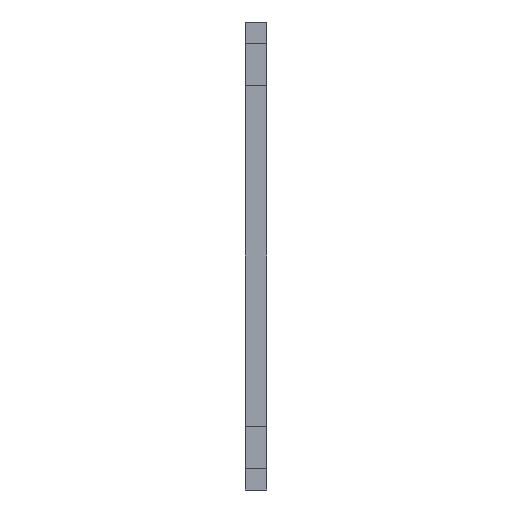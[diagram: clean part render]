
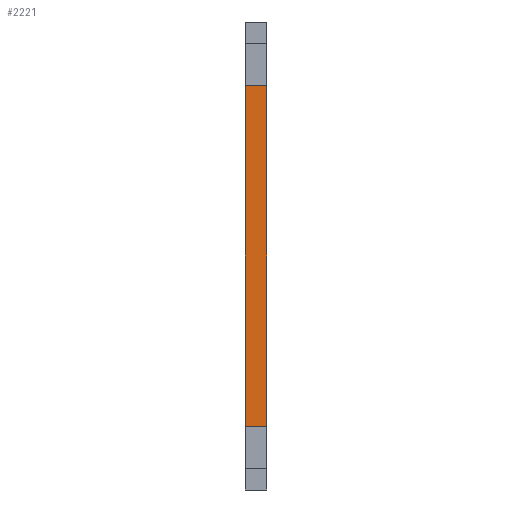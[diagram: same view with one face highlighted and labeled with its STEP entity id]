
A CAD part, left-side view. The second image highlights one B-rep face of the part: STEP entity #2221.
In plain terms, the highlighted planar face has unit normal (-1, 0, 0).
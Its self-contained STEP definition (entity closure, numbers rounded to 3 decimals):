
#243=FACE_OUTER_BOUND('',#361,.T.);
#361=EDGE_LOOP('',(#1479,#1480,#1481,#1482));
#491=LINE('',#3349,#695);
#492=LINE('',#3351,#696);
#493=LINE('',#3353,#697);
#494=LINE('',#3354,#698);
#695=VECTOR('',#2619,10.);
#696=VECTOR('',#2620,10.);
#697=VECTOR('',#2621,10.);
#698=VECTOR('',#2622,10.);
#899=VERTEX_POINT('',#3347);
#900=VERTEX_POINT('',#3348);
#901=VERTEX_POINT('',#3350);
#902=VERTEX_POINT('',#3352);
#1131=EDGE_CURVE('',#899,#900,#491,.T.);
#1132=EDGE_CURVE('',#901,#899,#492,.T.);
#1133=EDGE_CURVE('',#902,#901,#493,.T.);
#1134=EDGE_CURVE('',#900,#902,#494,.T.);
#1479=ORIENTED_EDGE('',*,*,#1131,.F.);
#1480=ORIENTED_EDGE('',*,*,#1132,.F.);
#1481=ORIENTED_EDGE('',*,*,#1133,.F.);
#1482=ORIENTED_EDGE('',*,*,#1134,.F.);
#2175=PLANE('',#2353);
#2221=ADVANCED_FACE('',(#243),#2175,.F.);
#2353=AXIS2_PLACEMENT_3D('',#3346,#2617,#2618);
#2617=DIRECTION('center_axis',(1.,0.,0.));
#2618=DIRECTION('ref_axis',(0.,0.,-1.));
#2619=DIRECTION('',(0.,0.,1.));
#2620=DIRECTION('',(0.,1.,0.));
#2621=DIRECTION('',(0.,0.,-1.));
#2622=DIRECTION('',(0.,-1.,0.));
#3346=CARTESIAN_POINT('Origin',(-13.,0.,-54.28));
#3347=CARTESIAN_POINT('',(-13.,3.,-48.28));
#3348=CARTESIAN_POINT('',(-13.,3.,0.));
#3349=CARTESIAN_POINT('',(-13.,3.,-40.71));
#3350=CARTESIAN_POINT('',(-13.,0.,-48.28));
#3351=CARTESIAN_POINT('',(-13.,0.,-48.28));
#3352=CARTESIAN_POINT('',(-13.,0.,0.));
#3353=CARTESIAN_POINT('',(-13.,0.,-40.71));
#3354=CARTESIAN_POINT('',(-13.,0.,0.));
